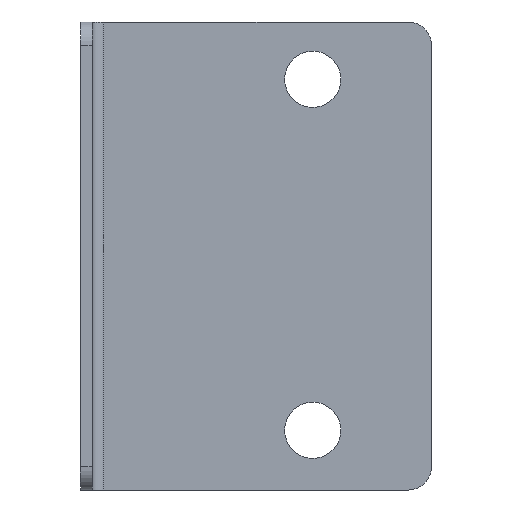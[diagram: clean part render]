
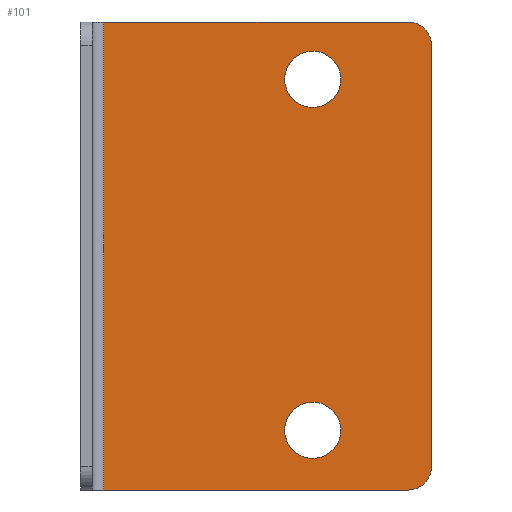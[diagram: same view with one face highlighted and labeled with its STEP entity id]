
A CAD part, left-side view. The second image highlights one B-rep face of the part: STEP entity #101.
In plain terms, the highlighted planar face has unit normal (-1, 0, 0).
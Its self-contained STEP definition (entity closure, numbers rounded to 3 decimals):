
#4 = CARTESIAN_POINT ( 'NONE',  ( -1., -2., 40. ) ) ;
#5 = CIRCLE ( 'NONE', #109, 2.4 ) ;
#29 = VECTOR ( 'NONE', #680, 1000. ) ;
#43 = EDGE_LOOP ( 'NONE', ( #813, #166, #162, #63, #594, #738 ) ) ;
#54 = DIRECTION ( 'NONE',  ( 0., 1., 0. ) ) ;
#56 = VERTEX_POINT ( 'NONE', #782 ) ;
#58 = CARTESIAN_POINT ( 'NONE',  ( -1., -19.85, 5.1 ) ) ;
#59 = EDGE_CURVE ( 'NONE', #66, #390, #155, .T. ) ;
#63 = ORIENTED_EDGE ( 'NONE', *, *, #213, .T. ) ;
#66 = VERTEX_POINT ( 'NONE', #94 ) ;
#73 = LINE ( 'NONE', #700, #83 ) ;
#76 = AXIS2_PLACEMENT_3D ( 'NONE', #302, #625, #750 ) ;
#77 = CARTESIAN_POINT ( 'NONE',  ( -1., -19.85, 7.5 ) ) ;
#83 = VECTOR ( 'NONE', #438, 1000. ) ;
#84 = EDGE_LOOP ( 'NONE', ( #131, #208 ) ) ;
#94 = CARTESIAN_POINT ( 'NONE',  ( -1., -30., 38. ) ) ;
#101 = ADVANCED_FACE ( 'NONE', ( #815, #549, #489 ), #375, .F. ) ;
#109 = AXIS2_PLACEMENT_3D ( 'NONE', #688, #814, #320 ) ;
#112 = CARTESIAN_POINT ( 'NONE',  ( -1., -19.85, 32.7 ) ) ;
#131 = ORIENTED_EDGE ( 'NONE', *, *, #766, .T. ) ;
#153 = EDGE_CURVE ( 'NONE', #66, #177, #759, .T. ) ;
#155 = LINE ( 'NONE', #597, #263 ) ;
#162 = ORIENTED_EDGE ( 'NONE', *, *, #569, .F. ) ;
#166 = ORIENTED_EDGE ( 'NONE', *, *, #153, .T. ) ;
#177 = VERTEX_POINT ( 'NONE', #615 ) ;
#183 = AXIS2_PLACEMENT_3D ( 'NONE', #241, #223, #470 ) ;
#208 = ORIENTED_EDGE ( 'NONE', *, *, #698, .T. ) ;
#213 = EDGE_CURVE ( 'NONE', #277, #662, #578, .T. ) ;
#215 = ORIENTED_EDGE ( 'NONE', *, *, #506, .T. ) ;
#223 = DIRECTION ( 'NONE',  ( 1., 0., 0. ) ) ;
#231 = AXIS2_PLACEMENT_3D ( 'NONE', #448, #246, #492 ) ;
#241 = CARTESIAN_POINT ( 'NONE',  ( -1., -19.85, 35.1 ) ) ;
#242 = LINE ( 'NONE', #426, #29 ) ;
#246 = DIRECTION ( 'NONE',  ( -1., 0., 0. ) ) ;
#261 = DIRECTION ( 'NONE',  ( 1., 0., 0. ) ) ;
#263 = VECTOR ( 'NONE', #405, 1000. ) ;
#277 = VERTEX_POINT ( 'NONE', #527 ) ;
#302 = CARTESIAN_POINT ( 'NONE',  ( -1., 0., 40. ) ) ;
#312 = AXIS2_PLACEMENT_3D ( 'NONE', #768, #464, #649 ) ;
#320 = DIRECTION ( 'NONE',  ( 0., 1., 0. ) ) ;
#327 = ORIENTED_EDGE ( 'NONE', *, *, #507, .T. ) ;
#347 = CARTESIAN_POINT ( 'NONE',  ( -1., -28., 0. ) ) ;
#375 = PLANE ( 'NONE',  #76 ) ;
#390 = VERTEX_POINT ( 'NONE', #609 ) ;
#395 = VERTEX_POINT ( 'NONE', #112 ) ;
#405 = DIRECTION ( 'NONE',  ( 0., 0., -1. ) ) ;
#426 = CARTESIAN_POINT ( 'NONE',  ( -1., 0., 0. ) ) ;
#438 = DIRECTION ( 'NONE',  ( 0., -1., 0. ) ) ;
#443 = DIRECTION ( 'NONE',  ( 0., 1., 0. ) ) ;
#448 = CARTESIAN_POINT ( 'NONE',  ( -1., -28., 2. ) ) ;
#464 = DIRECTION ( 'NONE',  ( 1., 0., 0. ) ) ;
#470 = DIRECTION ( 'NONE',  ( 0., 1., 0. ) ) ;
#488 = EDGE_CURVE ( 'NONE', #662, #801, #242, .T. ) ;
#489 = FACE_OUTER_BOUND ( 'NONE', #43, .T. ) ;
#492 = DIRECTION ( 'NONE',  ( 0., 1., 0. ) ) ;
#502 = AXIS2_PLACEMENT_3D ( 'NONE', #58, #261, #443 ) ;
#506 = EDGE_CURVE ( 'NONE', #779, #631, #714, .T. ) ;
#507 = EDGE_CURVE ( 'NONE', #631, #779, #5, .T. ) ;
#527 = CARTESIAN_POINT ( 'NONE',  ( -1., -2., 40. ) ) ;
#537 = CIRCLE ( 'NONE', #183, 2.4 ) ;
#540 = EDGE_LOOP ( 'NONE', ( #215, #327 ) ) ;
#549 = FACE_BOUND ( 'NONE', #540, .T. ) ;
#569 = EDGE_CURVE ( 'NONE', #277, #177, #73, .T. ) ;
#578 = LINE ( 'NONE', #4, #721 ) ;
#580 = CARTESIAN_POINT ( 'NONE',  ( -1., -2., 0. ) ) ;
#583 = CIRCLE ( 'NONE', #231, 2. ) ;
#586 = AXIS2_PLACEMENT_3D ( 'NONE', #620, #674, #54 ) ;
#591 = DIRECTION ( 'NONE',  ( 0., 0., -1. ) ) ;
#594 = ORIENTED_EDGE ( 'NONE', *, *, #488, .T. ) ;
#597 = CARTESIAN_POINT ( 'NONE',  ( -1., -30., 40. ) ) ;
#599 = CARTESIAN_POINT ( 'NONE',  ( -1., -19.85, 2.7 ) ) ;
#609 = CARTESIAN_POINT ( 'NONE',  ( -1., -30., 2. ) ) ;
#613 = EDGE_CURVE ( 'NONE', #801, #390, #583, .T. ) ;
#615 = CARTESIAN_POINT ( 'NONE',  ( -1., -28., 40. ) ) ;
#620 = CARTESIAN_POINT ( 'NONE',  ( -1., -28., 38. ) ) ;
#625 = DIRECTION ( 'NONE',  ( 1., 0., 0. ) ) ;
#631 = VERTEX_POINT ( 'NONE', #77 ) ;
#649 = DIRECTION ( 'NONE',  ( 0., 1., 0. ) ) ;
#662 = VERTEX_POINT ( 'NONE', #580 ) ;
#674 = DIRECTION ( 'NONE',  ( -1., 0., 0. ) ) ;
#680 = DIRECTION ( 'NONE',  ( 0., -1., 0. ) ) ;
#688 = CARTESIAN_POINT ( 'NONE',  ( -1., -19.85, 5.1 ) ) ;
#689 = CIRCLE ( 'NONE', #312, 2.4 ) ;
#698 = EDGE_CURVE ( 'NONE', #56, #395, #689, .T. ) ;
#700 = CARTESIAN_POINT ( 'NONE',  ( -1., 0., 40. ) ) ;
#714 = CIRCLE ( 'NONE', #502, 2.4 ) ;
#721 = VECTOR ( 'NONE', #591, 1000. ) ;
#738 = ORIENTED_EDGE ( 'NONE', *, *, #613, .T. ) ;
#750 = DIRECTION ( 'NONE',  ( 0., 1., 0. ) ) ;
#759 = CIRCLE ( 'NONE', #586, 2. ) ;
#766 = EDGE_CURVE ( 'NONE', #395, #56, #537, .T. ) ;
#768 = CARTESIAN_POINT ( 'NONE',  ( -1., -19.85, 35.1 ) ) ;
#779 = VERTEX_POINT ( 'NONE', #599 ) ;
#782 = CARTESIAN_POINT ( 'NONE',  ( -1., -19.85, 37.5 ) ) ;
#801 = VERTEX_POINT ( 'NONE', #347 ) ;
#813 = ORIENTED_EDGE ( 'NONE', *, *, #59, .F. ) ;
#814 = DIRECTION ( 'NONE',  ( 1., 0., 0. ) ) ;
#815 = FACE_BOUND ( 'NONE', #84, .T. ) ;
